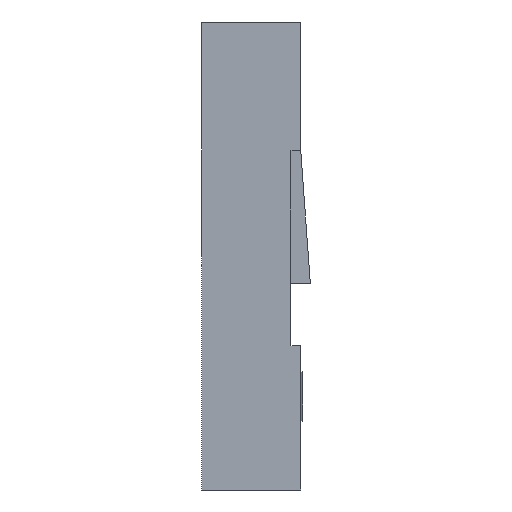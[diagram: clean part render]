
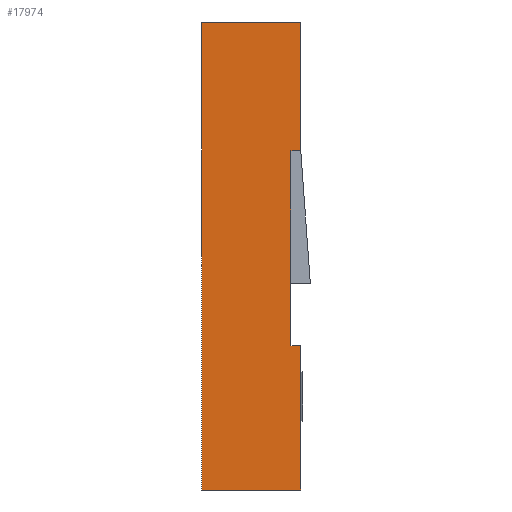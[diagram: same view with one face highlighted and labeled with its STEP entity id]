
A CAD part, left-side view. The second image highlights one B-rep face of the part: STEP entity #17974.
In plain terms, the highlighted planar face has unit normal (-1, 0, 0).
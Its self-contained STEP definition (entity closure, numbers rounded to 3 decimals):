
#309 = DIRECTION ( 'NONE',  ( 0., 0., -1. ) ) ;
#1779 = DIRECTION ( 'NONE',  ( 0., -1., 0. ) ) ;
#1861 = LINE ( 'NONE', #24170, #11502 ) ;
#1971 = CARTESIAN_POINT ( 'NONE',  ( -19.05, 4.588, 3.7 ) ) ;
#2087 = VECTOR ( 'NONE', #309, 1000. ) ;
#2814 = VERTEX_POINT ( 'NONE', #19277 ) ;
#2826 = EDGE_CURVE ( 'NONE', #3879, #4704, #17133, .T. ) ;
#3397 = ORIENTED_EDGE ( 'NONE', *, *, #19399, .F. ) ;
#3414 = VECTOR ( 'NONE', #12605, 1000. ) ;
#3879 = VERTEX_POINT ( 'NONE', #21698 ) ;
#4315 = FACE_OUTER_BOUND ( 'NONE', #19172, .T. ) ;
#4631 = DIRECTION ( 'NONE',  ( 0., 0., 1. ) ) ;
#4704 = VERTEX_POINT ( 'NONE', #16076 ) ;
#4850 = DIRECTION ( 'NONE',  ( 0., 0., -1. ) ) ;
#6014 = LINE ( 'NONE', #9913, #21100 ) ;
#6696 = CARTESIAN_POINT ( 'NONE',  ( -19.05, -1.02, 8.7 ) ) ;
#6852 = CARTESIAN_POINT ( 'NONE',  ( -19.05, -1.27, 12. ) ) ;
#7247 = CARTESIAN_POINT ( 'NONE',  ( -19.05, -1.27, 3.7 ) ) ;
#7444 = AXIS2_PLACEMENT_3D ( 'NONE', #24537, #9957, #24445 ) ;
#9545 = DIRECTION ( 'NONE',  ( 0., -1., 0. ) ) ;
#9913 = CARTESIAN_POINT ( 'NONE',  ( -19.05, 0., 0. ) ) ;
#9957 = DIRECTION ( 'NONE',  ( 1., 0., 0. ) ) ;
#10015 = VECTOR ( 'NONE', #15342, 1000. ) ;
#10156 = ORIENTED_EDGE ( 'NONE', *, *, #11309, .F. ) ;
#11309 = EDGE_CURVE ( 'NONE', #13485, #20828, #21886, .T. ) ;
#11502 = VECTOR ( 'NONE', #19928, 1000. ) ;
#11803 = EDGE_CURVE ( 'NONE', #13480, #26107, #1861, .T. ) ;
#11819 = VECTOR ( 'NONE', #4631, 1000. ) ;
#11831 = PLANE ( 'NONE',  #7444 ) ;
#11894 = VECTOR ( 'NONE', #1779, 1000. ) ;
#12431 = EDGE_CURVE ( 'NONE', #4704, #20828, #6014, .T. ) ;
#12461 = CARTESIAN_POINT ( 'NONE',  ( -19.05, -1.27, 12. ) ) ;
#12605 = DIRECTION ( 'NONE',  ( 0., -1., 0. ) ) ;
#13191 = ORIENTED_EDGE ( 'NONE', *, *, #13241, .F. ) ;
#13241 = EDGE_CURVE ( 'NONE', #2814, #26107, #25268, .T. ) ;
#13480 = VERTEX_POINT ( 'NONE', #15307 ) ;
#13485 = VERTEX_POINT ( 'NONE', #7247 ) ;
#13913 = ORIENTED_EDGE ( 'NONE', *, *, #2826, .T. ) ;
#14940 = CARTESIAN_POINT ( 'NONE',  ( -19.05, -1.02, 3.7 ) ) ;
#15037 = EDGE_CURVE ( 'NONE', #3879, #2814, #18829, .T. ) ;
#15307 = CARTESIAN_POINT ( 'NONE',  ( -19.05, -1.02, 8.7 ) ) ;
#15342 = DIRECTION ( 'NONE',  ( 0., 0., -1. ) ) ;
#15796 = ORIENTED_EDGE ( 'NONE', *, *, #12431, .T. ) ;
#16076 = CARTESIAN_POINT ( 'NONE',  ( -19.05, 1.27, 0. ) ) ;
#17133 = LINE ( 'NONE', #21278, #20393 ) ;
#17146 = EDGE_CURVE ( 'NONE', #17165, #13480, #24381, .T. ) ;
#17165 = VERTEX_POINT ( 'NONE', #14940 ) ;
#17343 = ORIENTED_EDGE ( 'NONE', *, *, #11803, .T. ) ;
#17911 = ORIENTED_EDGE ( 'NONE', *, *, #15037, .F. ) ;
#17974 = ADVANCED_FACE ( 'NONE', ( #4315 ), #11831, .F. ) ;
#18344 = ORIENTED_EDGE ( 'NONE', *, *, #17146, .T. ) ;
#18829 = LINE ( 'NONE', #23226, #3414 ) ;
#19172 = EDGE_LOOP ( 'NONE', ( #18344, #17343, #13191, #17911, #13913, #15796, #10156, #3397 ) ) ;
#19277 = CARTESIAN_POINT ( 'NONE',  ( -19.05, -1.27, 12. ) ) ;
#19399 = EDGE_CURVE ( 'NONE', #17165, #13485, #20266, .T. ) ;
#19928 = DIRECTION ( 'NONE',  ( 0., -1., 0. ) ) ;
#20266 = LINE ( 'NONE', #1971, #11894 ) ;
#20393 = VECTOR ( 'NONE', #4850, 1000. ) ;
#20828 = VERTEX_POINT ( 'NONE', #24206 ) ;
#21100 = VECTOR ( 'NONE', #9545, 1000. ) ;
#21278 = CARTESIAN_POINT ( 'NONE',  ( -19.05, 1.27, 12. ) ) ;
#21698 = CARTESIAN_POINT ( 'NONE',  ( -19.05, 1.27, 12. ) ) ;
#21886 = LINE ( 'NONE', #6852, #10015 ) ;
#23226 = CARTESIAN_POINT ( 'NONE',  ( -19.05, 0., 12. ) ) ;
#24170 = CARTESIAN_POINT ( 'NONE',  ( -19.05, 4.588, 8.7 ) ) ;
#24206 = CARTESIAN_POINT ( 'NONE',  ( -19.05, -1.27, 0. ) ) ;
#24381 = LINE ( 'NONE', #6696, #11819 ) ;
#24445 = DIRECTION ( 'NONE',  ( 0., 1., 0. ) ) ;
#24537 = CARTESIAN_POINT ( 'NONE',  ( -19.05, 0., 12. ) ) ;
#25268 = LINE ( 'NONE', #12461, #2087 ) ;
#26107 = VERTEX_POINT ( 'NONE', #26694 ) ;
#26694 = CARTESIAN_POINT ( 'NONE',  ( -19.05, -1.27, 8.7 ) ) ;
